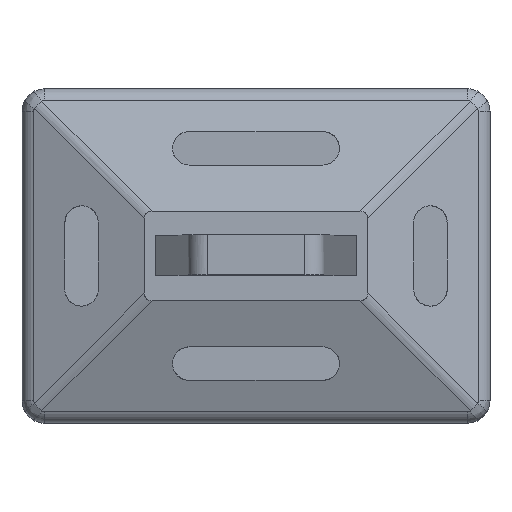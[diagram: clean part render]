
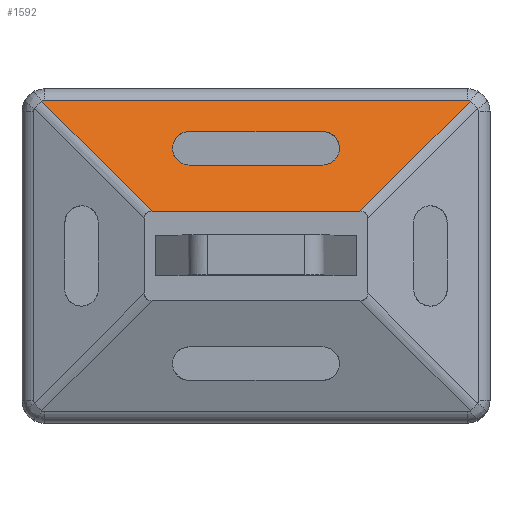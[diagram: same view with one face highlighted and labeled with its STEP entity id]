
A CAD part, top view. The second image highlights one B-rep face of the part: STEP entity #1592.
In plain terms, the highlighted free-form (B-spline) face has degree [1, 1] with [2, 2] control points.
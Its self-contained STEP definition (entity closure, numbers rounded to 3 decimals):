
#441 = EDGE_CURVE('',#442,#444,#446,.T.);
#442 = VERTEX_POINT('',#443);
#443 = CARTESIAN_POINT('',(-34.918,63.439,
    13.651));
#444 = VERTEX_POINT('',#445);
#445 = CARTESIAN_POINT('',(34.918,63.439,
    13.651));
#446 = B_SPLINE_CURVE_WITH_KNOTS('',1,(#447,#448),.UNSPECIFIED.,.F.,.F.,
  (2,2),(21.804,83.196),.PIECEWISE_BEZIER_KNOTS.);
#447 = CARTESIAN_POINT('',(-34.918,63.439,
    13.651));
#448 = CARTESIAN_POINT('',(34.918,63.439,
    13.651));
#484 = VERTEX_POINT('',#485);
#485 = CARTESIAN_POINT('',(34.127,46.412,
    19.848));
#491 = EDGE_CURVE('',#444,#484,#492,.T.);
#492 = ( BOUNDED_CURVE() B_SPLINE_CURVE(2,(#493,#494,#495,#496,#497),
.UNSPECIFIED.,.F.,.F.) B_SPLINE_CURVE_WITH_KNOTS((3,2,3),(
    0.093,1.617,3.142),
.PIECEWISE_BEZIER_KNOTS.) CURVE() GEOMETRIC_REPRESENTATION_ITEM() 
RATIONAL_B_SPLINE_CURVE((1.,0.723,1.,0.723,1.)) 
REPRESENTATION_ITEM('') );
#493 = CARTESIAN_POINT('',(34.918,63.439,
    13.651));
#494 = CARTESIAN_POINT('',(43.027,62.683,
    13.926));
#495 = CARTESIAN_POINT('',(42.649,54.548,
    16.887));
#496 = CARTESIAN_POINT('',(42.271,46.412,
    19.848));
#497 = CARTESIAN_POINT('',(34.127,46.412,
    19.848));
#513 = EDGE_CURVE('',#484,#514,#516,.T.);
#514 = VERTEX_POINT('',#515);
#515 = CARTESIAN_POINT('',(-34.127,46.412,
    19.848));
#516 = B_SPLINE_CURVE_WITH_KNOTS('',1,(#517,#518),.UNSPECIFIED.,.F.,.F.,
  (2,2),(-97.5,-37.5),.PIECEWISE_BEZIER_KNOTS.);
#517 = CARTESIAN_POINT('',(34.127,46.412,
    19.848));
#518 = CARTESIAN_POINT('',(-34.127,46.412,
    19.848));
#537 = EDGE_CURVE('',#514,#442,#538,.T.);
#538 = ( BOUNDED_CURVE() B_SPLINE_CURVE(2,(#539,#540,#541,#542,#543),
.UNSPECIFIED.,.F.,.F.) B_SPLINE_CURVE_WITH_KNOTS((3,2,3),(3.142,
4.666,6.19),.PIECEWISE_BEZIER_KNOTS.) CURVE() 
GEOMETRIC_REPRESENTATION_ITEM() RATIONAL_B_SPLINE_CURVE((1.,
0.723,1.,0.723,1.)) REPRESENTATION_ITEM('') );
#539 = CARTESIAN_POINT('',(-34.127,46.412,
    19.848));
#540 = CARTESIAN_POINT('',(-42.271,46.412,
    19.848));
#541 = CARTESIAN_POINT('',(-42.649,54.548,
    16.887));
#542 = CARTESIAN_POINT('',(-43.027,62.683,
    13.926));
#543 = CARTESIAN_POINT('',(-34.918,63.439,
    13.651));
#934 = VERTEX_POINT('',#935);
#935 = CARTESIAN_POINT('',(109.253,79.017,7.981
    ));
#1018 = EDGE_CURVE('',#1019,#934,#1021,.T.);
#1019 = VERTEX_POINT('',#1020);
#1020 = CARTESIAN_POINT('',(108.068,79.355,
    7.858));
#1021 = B_SPLINE_CURVE_WITH_KNOTS('',3,(#1022,#1023,#1024,#1025),
  .UNSPECIFIED.,.F.,.F.,(4,4),(1.192,1.302),
  .PIECEWISE_BEZIER_KNOTS.);
#1022 = CARTESIAN_POINT('',(108.068,79.355,
    7.858));
#1023 = CARTESIAN_POINT('',(108.489,79.355,
    7.858));
#1024 = CARTESIAN_POINT('',(108.904,79.233,
    7.902));
#1025 = CARTESIAN_POINT('',(109.253,79.017,
    7.981));
#1114 = VERTEX_POINT('',#1115);
#1115 = CARTESIAN_POINT('',(-108.068,79.355,
    7.858));
#1121 = EDGE_CURVE('',#1114,#1019,#1122,.T.);
#1122 = B_SPLINE_CURVE_WITH_KNOTS('',1,(#1123,#1124),.UNSPECIFIED.,.F.,
  .F.,(2,2),(10.,200.),.PIECEWISE_BEZIER_KNOTS.);
#1123 = CARTESIAN_POINT('',(-108.068,79.355,
    7.858));
#1124 = CARTESIAN_POINT('',(108.068,79.355,
    7.858));
#1205 = EDGE_CURVE('',#1206,#1114,#1208,.T.);
#1206 = VERTEX_POINT('',#1207);
#1207 = CARTESIAN_POINT('',(-109.253,79.017,
    7.981));
#1208 = B_SPLINE_CURVE_WITH_KNOTS('',3,(#1209,#1210,#1211,#1212),
  .UNSPECIFIED.,.F.,.F.,(4,4),(1.192,1.302),
  .PIECEWISE_BEZIER_KNOTS.);
#1209 = CARTESIAN_POINT('',(-109.253,79.017,
    7.981));
#1210 = CARTESIAN_POINT('',(-108.902,79.234,
    7.901));
#1211 = CARTESIAN_POINT('',(-108.485,79.355,
    7.858));
#1212 = CARTESIAN_POINT('',(-108.068,79.355,
    7.858));
#1541 = VERTEX_POINT('',#1542);
#1542 = CARTESIAN_POINT('',(53.044,22.808,
    28.439));
#1548 = EDGE_CURVE('',#1549,#1541,#1551,.T.);
#1549 = VERTEX_POINT('',#1550);
#1550 = CARTESIAN_POINT('',(-53.044,22.808,
    28.439));
#1551 = B_SPLINE_CURVE_WITH_KNOTS('',1,(#1552,#1553),.UNSPECIFIED.,.F.,
  .F.,(2,2),(-151.63,-58.37),.PIECEWISE_BEZIER_KNOTS.);
#1552 = CARTESIAN_POINT('',(-53.044,22.808,
    28.439));
#1553 = CARTESIAN_POINT('',(53.044,22.808,
    28.439));
#1581 = EDGE_CURVE('',#1549,#1206,#1582,.T.);
#1582 = B_SPLINE_CURVE_WITH_KNOTS('',1,(#1583,#1584),.UNSPECIFIED.,.F.,
  .F.,(2,2),(-31.226,40.93),.PIECEWISE_BEZIER_KNOTS.);
#1583 = CARTESIAN_POINT('',(-53.044,22.808,
    28.439));
#1584 = CARTESIAN_POINT('',(-109.253,79.017,
    7.981));
#1592 = ADVANCED_FACE('',(#1593,#1605),#1611,.T.);
#1593 = FACE_BOUND('',#1594,.T.);
#1594 = EDGE_LOOP('',(#1595,#1596,#1597,#1598,#1603,#1604));
#1595 = ORIENTED_EDGE('',*,*,#1205,.F.);
#1596 = ORIENTED_EDGE('',*,*,#1581,.F.);
#1597 = ORIENTED_EDGE('',*,*,#1548,.T.);
#1598 = ORIENTED_EDGE('',*,*,#1599,.F.);
#1599 = EDGE_CURVE('',#934,#1541,#1600,.T.);
#1600 = B_SPLINE_CURVE_WITH_KNOTS('',1,(#1601,#1602),.UNSPECIFIED.,.F.,
  .F.,(2,2),(-61.474,10.682),.PIECEWISE_BEZIER_KNOTS.);
#1601 = CARTESIAN_POINT('',(109.253,79.017,
    7.981));
#1602 = CARTESIAN_POINT('',(53.044,22.808,
    28.439));
#1603 = ORIENTED_EDGE('',*,*,#1018,.F.);
#1604 = ORIENTED_EDGE('',*,*,#1121,.F.);
#1605 = FACE_BOUND('',#1606,.T.);
#1606 = EDGE_LOOP('',(#1607,#1608,#1609,#1610));
#1607 = ORIENTED_EDGE('',*,*,#513,.T.);
#1608 = ORIENTED_EDGE('',*,*,#537,.T.);
#1609 = ORIENTED_EDGE('',*,*,#441,.T.);
#1610 = ORIENTED_EDGE('',*,*,#491,.T.);
#1611 = B_SPLINE_SURFACE_WITH_KNOTS('',1,1,(
    (#1612,#1613)
    ,(#1614,#1615
    )),.UNSPECIFIED.,.F.,.F.,.F.,(2,2),(2,2),(-201.042,
    -8.958),(5.577,58.476),
  .PIECEWISE_BEZIER_KNOTS.);
#1612 = CARTESIAN_POINT('',(109.253,79.355,
    7.858));
#1613 = CARTESIAN_POINT('',(109.253,22.808,
    28.439));
#1614 = CARTESIAN_POINT('',(-109.253,79.355,
    7.858));
#1615 = CARTESIAN_POINT('',(-109.253,22.808,
    28.439));
